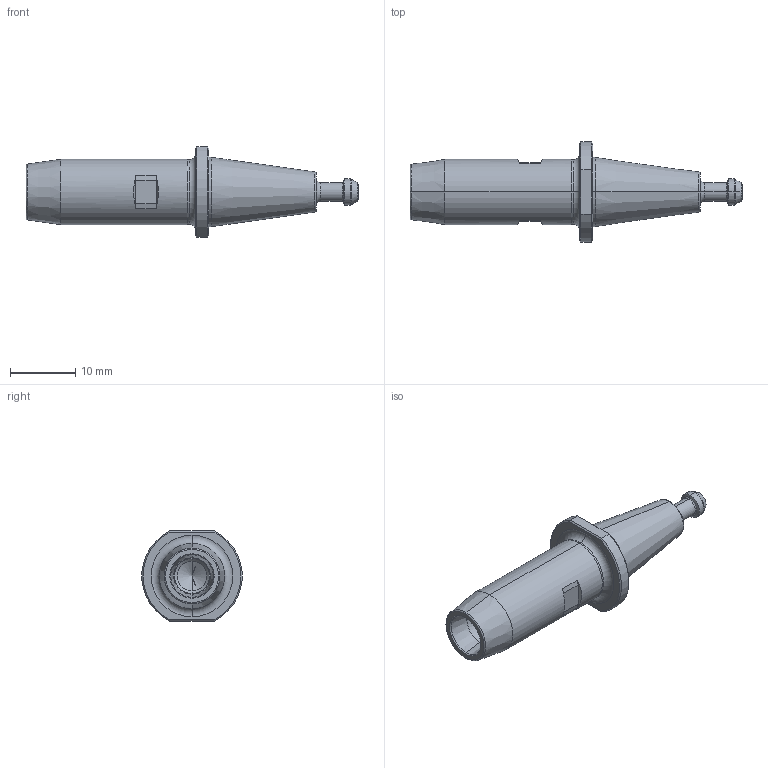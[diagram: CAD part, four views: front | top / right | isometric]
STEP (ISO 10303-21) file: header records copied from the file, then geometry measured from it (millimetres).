
FILE_DESCRIPTION (( 'STEP AP203' ), '1' );
FILE_NAME ('KA10360175-000-00-QC3-SS.STEP', '2024-04-17T02:10:17', ( '' ), ( '' ), 'SwSTEP 2.0', 'SolidWorks 2021', '' );
FILE_SCHEMA (( 'CONFIG_CONTROL_DESIGN' ));
Length unit declared in the file: millimetre
Products named in the file (1): KA10360175-000-00-QC3-SS
Bounding box: 50.9 x 15.34 x 13.8 mm (x, y, z)
Volume: 2674.7 mm3; surface area: 2148.1 mm2
Topology: 1 solids, 1 shells, 93 faces, 194 edges, 108 vertices
Faces by surface type: plane 31, cone 26, cylinder 20, torus 16
Entity records: 2491 total; most frequent: CARTESIAN_POINT 452, DIRECTION 448, ORIENTED_EDGE 380, EDGE_CURVE 190, AXIS2_PLACEMENT_3D 184, VERTEX_POINT 108, EDGE_LOOP 102, FACE_OUTER_BOUND 93
